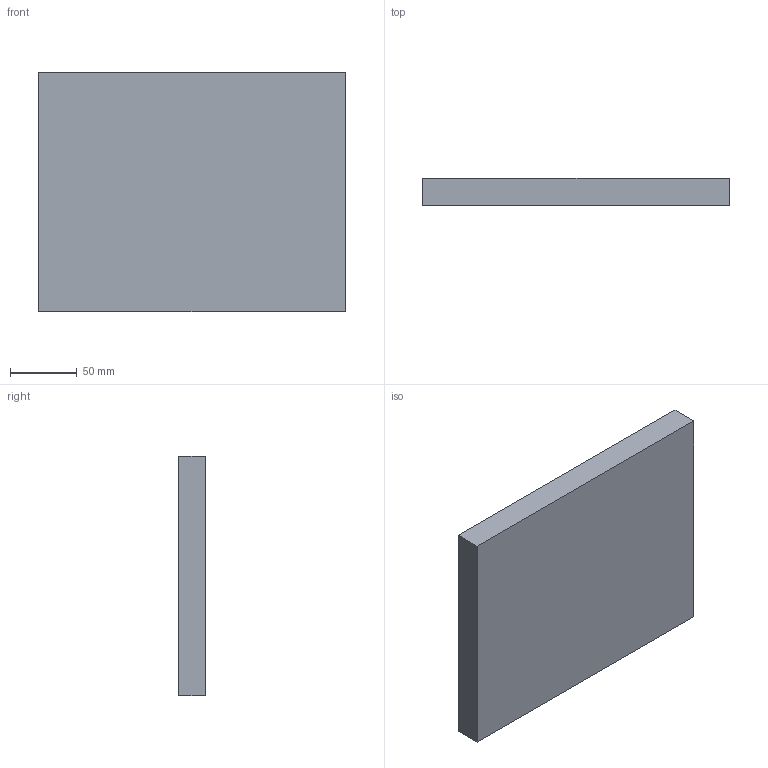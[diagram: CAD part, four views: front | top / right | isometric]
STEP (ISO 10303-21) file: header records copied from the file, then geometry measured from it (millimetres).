
FILE_DESCRIPTION( ( '' ), ' ' );
FILE_NAME( '5ade8bcf1ea4a80fb108bb2f.step', '2018-04-24T01:43:47', ( '' ), ( '' ), ' ', ' ', ' ' );
FILE_SCHEMA( ( 'AUTOMOTIVE_DESIGN { 1 0 10303 214 1 1 1 1 }' ) );
Length unit declared in the file: metre
Products named in the file (1): Part 1
Bounding box: 230 x 20 x 180 mm (x, y, z)
Volume: 692098.4 mm3; surface area: 103070.9 mm2
Topology: 1 solids, 1 shells, 24 faces, 48 edges, 32 vertices
Faces by surface type: plane 19, cylinder 5
Full cylindrical faces by diameter (mm): 5 x4, 45 x1
Entity records: 805 total; most frequent: DIRECTION 103, CARTESIAN_POINT 100, ORIENTED_EDGE 86, EDGE_CURVE 43, AXIS2_PLACEMENT_3D 35, EDGE_LOOP 35, LINE 33, VECTOR 33
